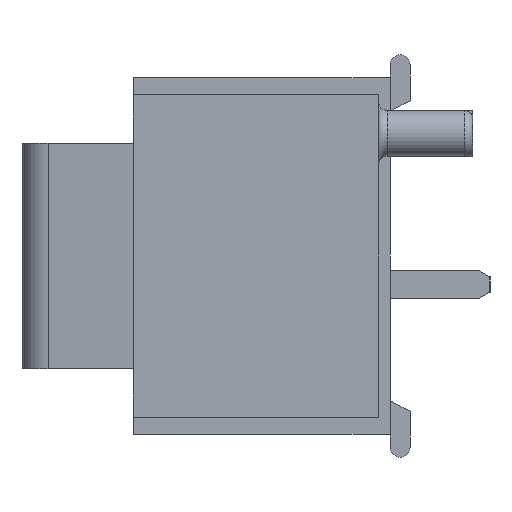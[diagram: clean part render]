
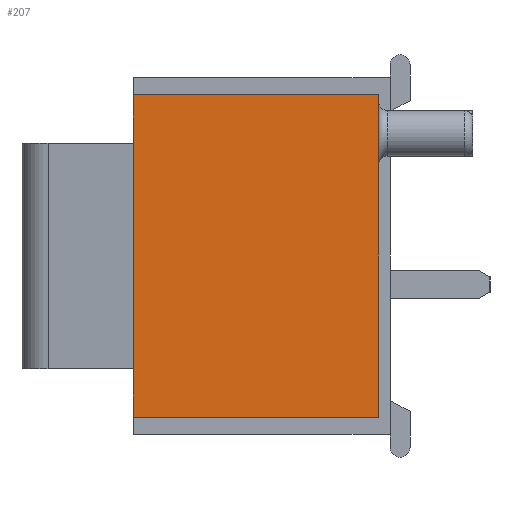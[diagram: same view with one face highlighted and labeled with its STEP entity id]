
A CAD part, left-side view. The second image highlights one B-rep face of the part: STEP entity #207.
In plain terms, the highlighted planar face has unit normal (-1, 0, 0).
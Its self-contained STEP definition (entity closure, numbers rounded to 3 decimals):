
#207 = ADVANCED_FACE( '', ( #743 ), #744, .F. );
#743 = FACE_OUTER_BOUND( '', #1735, .T. );
#744 = PLANE( '', #1736 );
#1735 = EDGE_LOOP( '', ( #3012, #3013, #3014, #3015, #3016, #3017 ) );
#1736 = AXIS2_PLACEMENT_3D( '', #3018, #3019, #3020 );
#3012 = ORIENTED_EDGE( '', *, *, #7059, .T. );
#3013 = ORIENTED_EDGE( '', *, *, #7145, .T. );
#3014 = ORIENTED_EDGE( '', *, *, #7075, .T. );
#3015 = ORIENTED_EDGE( '', *, *, #7156, .T. );
#3016 = ORIENTED_EDGE( '', *, *, #7096, .F. );
#3017 = ORIENTED_EDGE( '', *, *, #7165, .F. );
#3018 = CARTESIAN_POINT( '', ( -11.05, 4.5, 3.125 ) );
#3019 = DIRECTION( '', ( 1., 0., 0. ) );
#3020 = DIRECTION( '', ( 0., 0., -1. ) );
#7059 = EDGE_CURVE( '', #8539, #8537, #8540, .T. );
#7075 = EDGE_CURVE( '', #8570, #8568, #8571, .T. );
#7096 = EDGE_CURVE( '', #8610, #8612, #8613, .T. );
#7145 = EDGE_CURVE( '', #8537, #8570, #8692, .T. );
#7156 = EDGE_CURVE( '', #8568, #8612, #8704, .T. );
#7165 = EDGE_CURVE( '', #8539, #8610, #8717, .T. );
#8537 = VERTEX_POINT( '', #10988 );
#8539 = VERTEX_POINT( '', #10991 );
#8540 = LINE( '', #10992, #10993 );
#8568 = VERTEX_POINT( '', #11035 );
#8570 = VERTEX_POINT( '', #11038 );
#8571 = LINE( '', #11039, #11040 );
#8610 = VERTEX_POINT( '', #11097 );
#8612 = VERTEX_POINT( '', #11100 );
#8613 = LINE( '', #11101, #11102 );
#8692 = LINE( '', #11227, #11228 );
#8704 = LINE( '', #11248, #11249 );
#8717 = LINE( '', #11270, #11271 );
#10988 = CARTESIAN_POINT( '', ( -11.05, 4.5, 1.975 ) );
#10991 = CARTESIAN_POINT( '', ( -11.05, 4.5, 2.825 ) );
#10992 = CARTESIAN_POINT( '', ( -11.05, 4.5, 3.125 ) );
#10993 = VECTOR( '', #14683, 1000. );
#11035 = CARTESIAN_POINT( '', ( -11.05, 4.5, -2.825 ) );
#11038 = CARTESIAN_POINT( '', ( -11.05, 4.5, -1.975 ) );
#11039 = CARTESIAN_POINT( '', ( -11.05, 4.5, 3.125 ) );
#11040 = VECTOR( '', #14699, 1000. );
#11097 = CARTESIAN_POINT( '', ( -11.05, 0.2, 2.825 ) );
#11100 = CARTESIAN_POINT( '', ( -11.05, 0.2, -2.825 ) );
#11101 = CARTESIAN_POINT( '', ( -11.05, 0.2, 3.125 ) );
#11102 = VECTOR( '', #14722, 1000. );
#11227 = CARTESIAN_POINT( '', ( -11.05, 4.5, 1.975 ) );
#11228 = VECTOR( '', #14775, 1000. );
#11248 = CARTESIAN_POINT( '', ( -11.05, 5.6, -2.825 ) );
#11249 = VECTOR( '', #14790, 1000. );
#11270 = CARTESIAN_POINT( '', ( -11.05, 5.6, 2.825 ) );
#11271 = VECTOR( '', #14799, 1000. );
#14683 = DIRECTION( '', ( 0., 0., -1. ) );
#14699 = DIRECTION( '', ( 0., 0., -1. ) );
#14722 = DIRECTION( '', ( 0., 0., -1. ) );
#14775 = DIRECTION( '', ( 0., 0., -1. ) );
#14790 = DIRECTION( '', ( 0., -1., 0. ) );
#14799 = DIRECTION( '', ( 0., -1., 0. ) );
